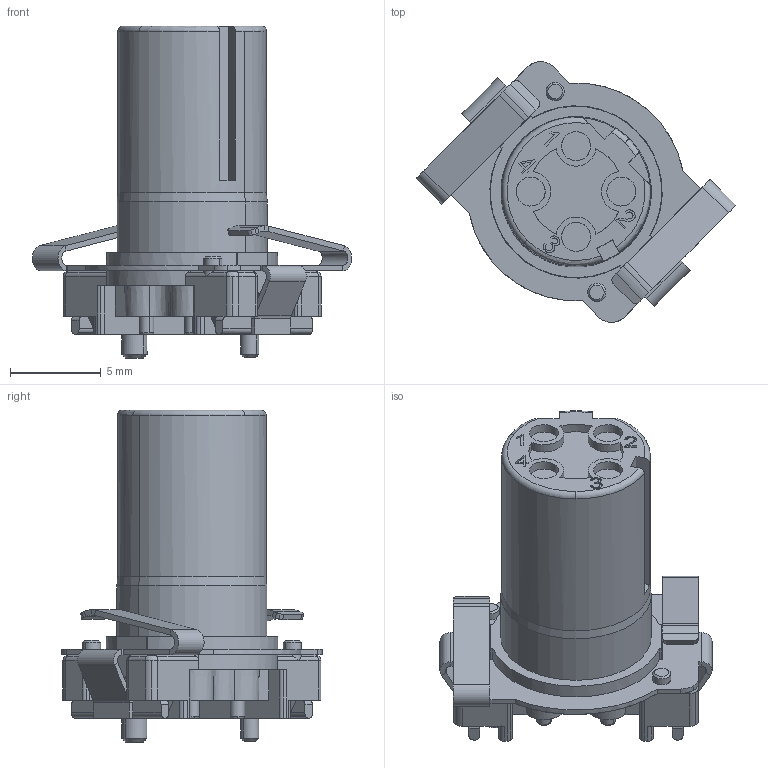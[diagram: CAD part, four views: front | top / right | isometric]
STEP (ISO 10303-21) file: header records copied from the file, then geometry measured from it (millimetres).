
FILE_DESCRIPTION(('CATIA V5 STEP Exchange','CAx-IF Rec.Pracs.--- Model Styling and Organization---1.4--- 2014-01-23'),'2;1');
FILE_NAME ('030314-2_0_2422960000_2422960000.stp','2022-01-06T13:01:17+00:00',('none'),('Weidmueller'),'CATIA Version 5-6 Release 2016 SP3 HF44','CATIA V5 STEP AP214','none');
FILE_SCHEMA(('AUTOMOTIVE_DESIGN { 1 0 10303 214 1 1 1 1 }'));
Length unit declared in the file: millimetre
Products named in the file (1): 2422960000
Bounding box: 17.61 x 14.37 x 18.3 mm (x, y, z)
Volume: 871 mm3; surface area: 1493.4 mm2
Topology: 6 solids, 10 shells, 576 faces, 1567 edges, 1009 vertices
Faces by surface type: plane 287, cylinder 191, bspline 55, cone 26, torus 13, sphere 4
Entity records: 19528 total; most frequent: CARTESIAN_POINT 6015, ORIENTED_EDGE 3122, DIRECTION 2196, EDGE_CURVE 1561, VERTEX_POINT 1009, VECTOR 869, LINE 869, AXIS2_PLACEMENT_3D 856
